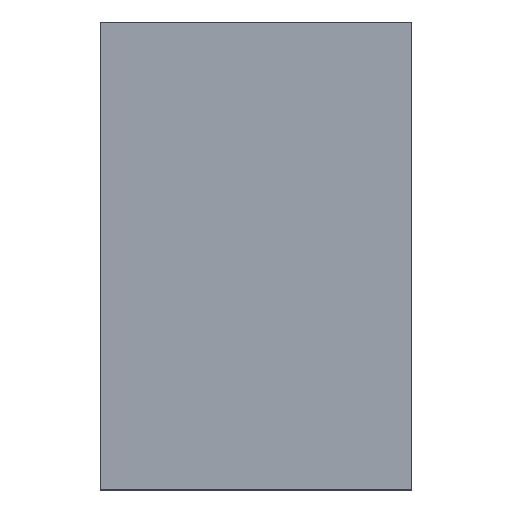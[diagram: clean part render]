
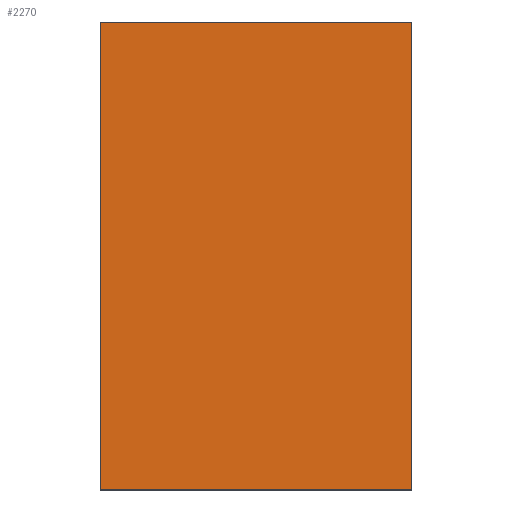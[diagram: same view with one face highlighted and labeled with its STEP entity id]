
A CAD part, top view. The second image highlights one B-rep face of the part: STEP entity #2270.
In plain terms, the highlighted face is planar.
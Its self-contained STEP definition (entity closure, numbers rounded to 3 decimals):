
#821=DIRECTION('',(0.,0.,1.));
#822=VECTOR('',#821,3.);
#823=CARTESIAN_POINT('',(-1.,0.75,-1.5));
#824=LINE('',#823,#822);
#828=DIRECTION('',(-1.,0.,0.));
#829=VECTOR('',#828,2.);
#830=CARTESIAN_POINT('',(1.,0.75,-1.5));
#831=LINE('',#830,#829);
#835=DIRECTION('',(0.,0.,-1.));
#836=VECTOR('',#835,3.);
#837=CARTESIAN_POINT('',(1.,0.75,1.5));
#838=LINE('',#837,#836);
#842=DIRECTION('',(1.,0.,0.));
#843=VECTOR('',#842,2.);
#844=CARTESIAN_POINT('',(-1.,0.75,1.5));
#845=LINE('',#844,#843);
#1655=CARTESIAN_POINT('',(-1.,0.75,-1.5));
#1656=CARTESIAN_POINT('',(-1.,0.75,1.5));
#1657=VERTEX_POINT('',#1655);
#1658=VERTEX_POINT('',#1656);
#1659=CARTESIAN_POINT('',(1.,0.75,1.5));
#1660=VERTEX_POINT('',#1659);
#1661=CARTESIAN_POINT('',(1.,0.75,-1.5));
#1662=VERTEX_POINT('',#1661);
#2259=CARTESIAN_POINT('',(0.,0.75,0.));
#2260=DIRECTION('',(0.,1.,0.));
#2261=DIRECTION('',(1.,0.,0.));
#2262=AXIS2_PLACEMENT_3D('',#2259,#2260,#2261);
#2263=PLANE('',#2262);
#2264=ORIENTED_EDGE('',*,*,#2087,.F.);
#2265=ORIENTED_EDGE('',*,*,#2144,.F.);
#2266=ORIENTED_EDGE('',*,*,#2178,.F.);
#2267=ORIENTED_EDGE('',*,*,#2233,.F.);
#2268=EDGE_LOOP('',(#2264,#2265,#2266,#2267));
#2269=FACE_OUTER_BOUND('',#2268,.F.);
#2087=EDGE_CURVE('',#1657,#1658,#824,.T.);
#2144=EDGE_CURVE('',#1662,#1657,#831,.T.);
#2178=EDGE_CURVE('',#1660,#1662,#838,.T.);
#2233=EDGE_CURVE('',#1658,#1660,#845,.T.);
#2270=ADVANCED_FACE('',(#2269),#2263,.T.);
